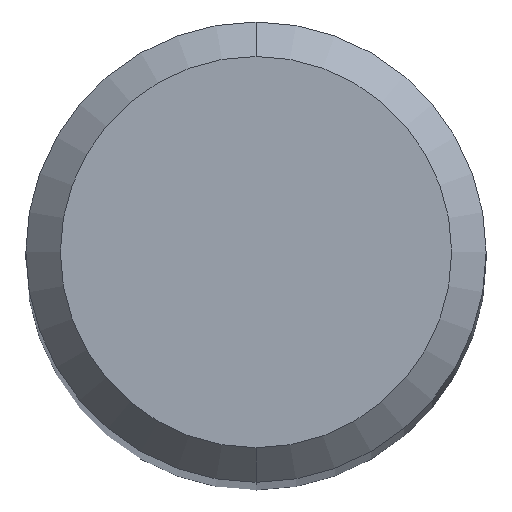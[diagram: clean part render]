
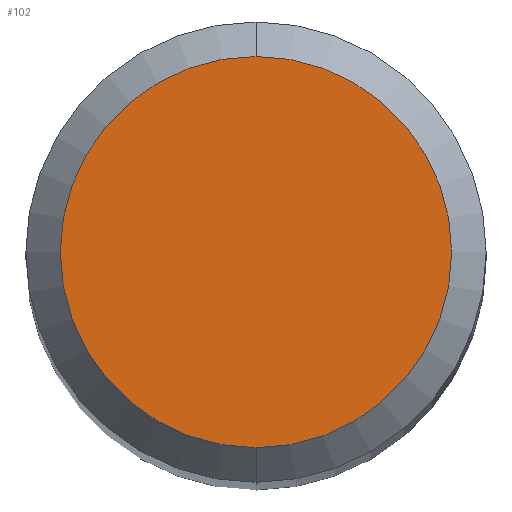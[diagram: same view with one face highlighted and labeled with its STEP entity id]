
A CAD part, top view. The second image highlights one B-rep face of the part: STEP entity #102.
In plain terms, the highlighted planar face has unit normal (0, 0, 1).
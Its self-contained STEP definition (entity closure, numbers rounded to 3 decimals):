
#102=ADVANCED_FACE('',(#252),#253,.T.);
#106=VERTEX_POINT('',#257);
#152=EDGE_CURVE('',#202,#106,#308,.T.);
#202=VERTEX_POINT('',#364);
#206=EDGE_CURVE('',#106,#202,#368,.T.);
#252=FACE_OUTER_BOUND('',#410,.T.);
#253=PLANE('',#411);
#257=CARTESIAN_POINT('',(0.0,1.7,0.0));
#308=CIRCLE('',#485,1.7);
#364=CARTESIAN_POINT('',(0.,-1.7,0.0));
#368=CIRCLE('',#559,1.7);
#410=EDGE_LOOP('',(#599,#600));
#411=AXIS2_PLACEMENT_3D('',#601,#602,#603);
#485=AXIS2_PLACEMENT_3D('',#670,#671,#672);
#559=AXIS2_PLACEMENT_3D('',#742,#743,#744);
#599=ORIENTED_EDGE('',*,*,#206,.F.);
#600=ORIENTED_EDGE('',*,*,#152,.F.);
#601=CARTESIAN_POINT('',(0.0,0.85,0.0));
#602=DIRECTION('',(-0.0,0.0,1.0));
#603=DIRECTION('',(0.0,-1.0,0.0));
#670=CARTESIAN_POINT('',(0.0,0.0,0.0));
#671=DIRECTION('',(0.0,0.0,-1.0));
#672=DIRECTION('',(0.0,1.0,0.0));
#742=CARTESIAN_POINT('',(0.0,0.0,0.0));
#743=DIRECTION('',(0.0,0.0,-1.0));
#744=DIRECTION('',(0.0,1.0,0.0));
